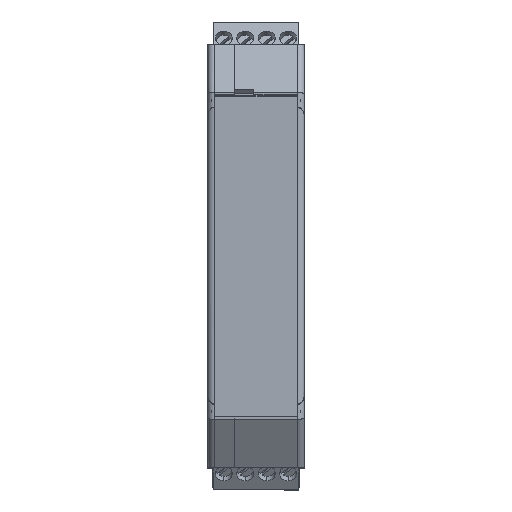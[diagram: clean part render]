
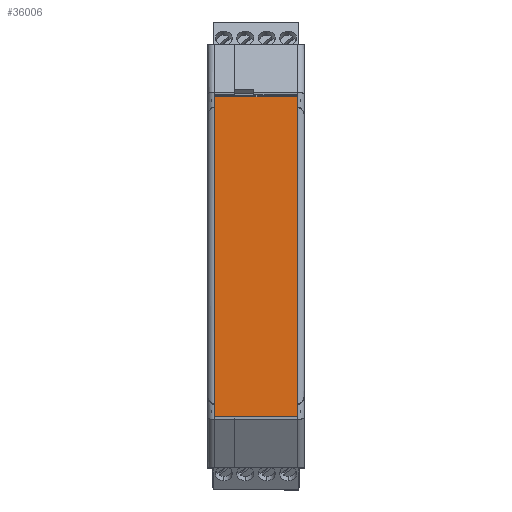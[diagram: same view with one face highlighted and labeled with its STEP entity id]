
A CAD part, top view. The second image highlights one B-rep face of the part: STEP entity #36006.
In plain terms, the highlighted face is planar.
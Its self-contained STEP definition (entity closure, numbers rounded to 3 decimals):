
#3383=VERTEX_POINT('',#51782);
#3384=VERTEX_POINT('',#51784);
#3402=VERTEX_POINT('',#51823);
#3408=VERTEX_POINT('',#51835);
#3415=VERTEX_POINT('',#51862);
#3417=VERTEX_POINT('',#51868);
#3423=VERTEX_POINT('',#51883);
#3424=VERTEX_POINT('',#51884);
#3425=VERTEX_POINT('',#51886);
#3426=VERTEX_POINT('',#51888);
#3427=VERTEX_POINT('',#51890);
#3428=VERTEX_POINT('',#51892);
#7400=VECTOR('',#42460,1.);
#7419=VECTOR('',#42492,1.);
#7430=VECTOR('',#42516,1.);
#7432=VECTOR('',#42522,1.);
#7437=VECTOR('',#42533,1.);
#7438=VECTOR('',#42534,1.);
#7439=VECTOR('',#42535,1.);
#7440=VECTOR('',#42536,1.);
#7441=VECTOR('',#42537,1.);
#7442=VECTOR('',#42538,1.);
#7443=VECTOR('',#42539,1.);
#7444=VECTOR('',#42540,1.);
#11874=LINE('',#51783,#7400);
#11893=LINE('',#51836,#7419);
#11904=LINE('',#51861,#7430);
#11906=LINE('',#51867,#7432);
#11911=LINE('',#51882,#7437);
#11912=LINE('',#51885,#7438);
#11913=LINE('',#51887,#7439);
#11914=LINE('',#51889,#7440);
#11915=LINE('',#51891,#7441);
#11916=LINE('',#51893,#7442);
#11917=LINE('',#51894,#7443);
#11918=LINE('',#51895,#7444);
#16600=EDGE_CURVE('',#3384,#3383,#11874,.T.);
#16625=EDGE_CURVE('',#3408,#3402,#11893,.T.);
#16639=EDGE_CURVE('',#3415,#3402,#11904,.T.);
#16642=EDGE_CURVE('',#3417,#3384,#11906,.T.);
#16649=EDGE_CURVE('',#3423,#3424,#11911,.T.);
#16650=EDGE_CURVE('',#3425,#3424,#11912,.T.);
#16651=EDGE_CURVE('',#3425,#3426,#11913,.T.);
#16652=EDGE_CURVE('',#3427,#3426,#11914,.T.);
#16653=EDGE_CURVE('',#3427,#3428,#11915,.T.);
#16654=EDGE_CURVE('',#3415,#3428,#11916,.T.);
#16655=EDGE_CURVE('',#3408,#3417,#11917,.T.);
#16656=EDGE_CURVE('',#3383,#3423,#11918,.T.);
#24161=ORIENTED_EDGE('',*,*,#16649,.T.);
#24162=ORIENTED_EDGE('',*,*,#16650,.F.);
#24163=ORIENTED_EDGE('',*,*,#16651,.T.);
#24164=ORIENTED_EDGE('',*,*,#16652,.F.);
#24165=ORIENTED_EDGE('',*,*,#16653,.T.);
#24166=ORIENTED_EDGE('',*,*,#16654,.F.);
#24167=ORIENTED_EDGE('',*,*,#16639,.T.);
#24168=ORIENTED_EDGE('',*,*,#16625,.F.);
#24169=ORIENTED_EDGE('',*,*,#16655,.T.);
#24170=ORIENTED_EDGE('',*,*,#16642,.T.);
#24171=ORIENTED_EDGE('',*,*,#16600,.T.);
#24172=ORIENTED_EDGE('',*,*,#16656,.T.);
#31602=EDGE_LOOP('',(#24161,#24162,#24163,#24164,#24165,#24166,#24167,#24168,
#24169,#24170,#24171,#24172));
#33815=FACE_BOUND('',#31602,.T.);
#36006=ADVANCED_FACE('',(#33815),#59063,.T.);
#38085=AXIS2_PLACEMENT_3D('',#51881,#42532,$);
#42460=DIRECTION('',(0.,0.,-1.));
#42492=DIRECTION('',(-1.,0.,0.));
#42516=DIRECTION('',(0.,0.,1.));
#42522=DIRECTION('',(1.,0.,0.));
#42532=DIRECTION('',(0.,1.,0.));
#42533=DIRECTION('',(0.,0.,-1.));
#42534=DIRECTION('',(1.,0.,0.));
#42535=DIRECTION('',(0.,0.,-1.));
#42536=DIRECTION('',(1.,0.,0.));
#42537=DIRECTION('',(0.,0.,1.));
#42538=DIRECTION('',(1.,0.,0.));
#42539=DIRECTION('',(0.,0.,1.));
#42540=DIRECTION('',(1.,0.,0.));
#51782=CARTESIAN_POINT('',(34.6,114.5,7.15));
#51783=CARTESIAN_POINT('',(34.6,114.5,8.8));
#51784=CARTESIAN_POINT('',(34.6,114.5,7.3));
#51823=CARTESIAN_POINT('',(-37.2,114.5,7.15));
#51835=CARTESIAN_POINT('',(-34.6,114.5,7.15));
#51836=CARTESIAN_POINT('',(-32.78,114.5,7.15));
#51861=CARTESIAN_POINT('',(-37.2,114.5,-7.25));
#51862=CARTESIAN_POINT('',(-37.2,114.5,-12.15));
#51867=CARTESIAN_POINT('',(-32.78,114.5,7.3));
#51868=CARTESIAN_POINT('',(-34.6,114.5,7.3));
#51881=CARTESIAN_POINT('',(-37.2,114.5,-10.772));
#51882=CARTESIAN_POINT('',(37.5,114.5,8.8));
#51883=CARTESIAN_POINT('',(37.5,114.5,7.15));
#51884=CARTESIAN_POINT('',(37.5,114.5,-12.15));
#51885=CARTESIAN_POINT('',(-32.78,114.5,-12.15));
#51886=CARTESIAN_POINT('',(34.6,114.5,-12.15));
#51887=CARTESIAN_POINT('',(34.6,114.5,8.8));
#51888=CARTESIAN_POINT('',(34.6,114.5,-12.3));
#51889=CARTESIAN_POINT('',(-32.78,114.5,-12.3));
#51890=CARTESIAN_POINT('',(-34.6,114.5,-12.3));
#51891=CARTESIAN_POINT('',(-34.6,114.5,8.8));
#51892=CARTESIAN_POINT('',(-34.6,114.5,-12.15));
#51893=CARTESIAN_POINT('',(-32.78,114.5,-12.15));
#51894=CARTESIAN_POINT('',(-34.6,114.5,8.8));
#51895=CARTESIAN_POINT('',(-32.78,114.5,7.15));
#59063=PLANE('',#38085);
